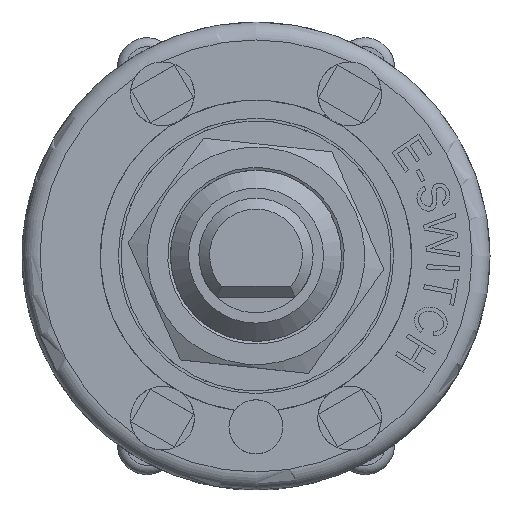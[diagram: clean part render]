
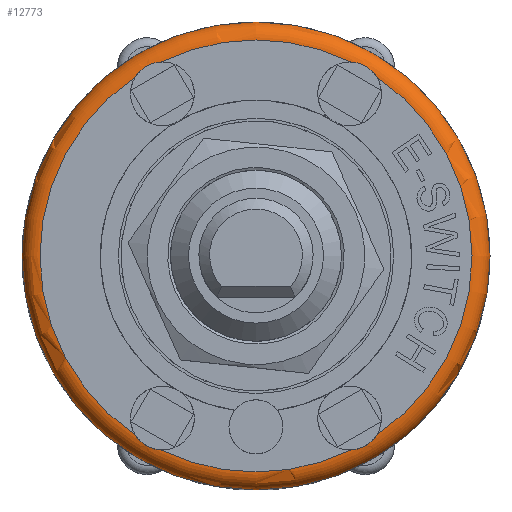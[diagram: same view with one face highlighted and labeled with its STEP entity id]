
A CAD part, top view. The second image highlights one B-rep face of the part: STEP entity #12773.
In plain terms, the highlighted toroidal (fillet/blend) face has major radius 12 mm and minor radius 1 mm.
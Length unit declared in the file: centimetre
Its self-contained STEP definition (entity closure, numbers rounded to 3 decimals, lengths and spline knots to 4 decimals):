
#28=TOROIDAL_SURFACE('',#13414,1.2,0.1);
#1116=B_SPLINE_CURVE_WITH_KNOTS('',3,(#22067,#22068,#22069,#22070,#22071,
#22072,#22073,#22074,#22075,#22076,#22077,#22078),.UNSPECIFIED.,.F.,.F.,
(4,2,2,2,2,4),(-0.2692,-0.2446,-0.216,
-0.1921,-0.1645,-0.1357),.UNSPECIFIED.);
#1117=B_SPLINE_CURVE_WITH_KNOTS('',3,(#22090,#22091,#22092,#22093,#22094,
#22095,#22096,#22097,#22098,#22099,#22100,#22101),.UNSPECIFIED.,.F.,.F.,
(4,2,2,2,2,4),(-0.2692,-0.2446,-0.216,
-0.1921,-0.1645,-0.1357),.UNSPECIFIED.);
#1118=B_SPLINE_CURVE_WITH_KNOTS('',3,(#22118,#22119,#22120,#22121,#22122,
#22123,#22124,#22125,#22126,#22127,#22128,#22129),.UNSPECIFIED.,.F.,.F.,
(4,2,2,2,2,4),(-0.2692,-0.2446,-0.216,
-0.1921,-0.1645,-0.1357),.UNSPECIFIED.);
#1119=B_SPLINE_CURVE_WITH_KNOTS('',3,(#22151,#22152,#22153,#22154,#22155,
#22156,#22157,#22158,#22159,#22160,#22161,#22162),.UNSPECIFIED.,.F.,.F.,
(4,2,2,2,2,4),(-0.2692,-0.2446,-0.216,
-0.1921,-0.1645,-0.1357),.UNSPECIFIED.);
#1755=FACE_OUTER_BOUND('',#2518,.T.);
#2518=EDGE_LOOP('',(#11730,#11731,#11732,#11733,#11734,#11735,#11736,#11737,
#11738,#11739,#11740,#11741));
#5340=CIRCLE('',#13367,1.3);
#5367=CIRCLE('',#13415,0.1);
#5368=CIRCLE('',#13416,1.2);
#5369=CIRCLE('',#13417,1.2);
#5370=CIRCLE('',#13418,1.2);
#5371=CIRCLE('',#13419,1.2);
#5372=CIRCLE('',#13420,1.2);
#6513=VERTEX_POINT('',#22029);
#6521=VERTEX_POINT('',#22065);
#6522=VERTEX_POINT('',#22066);
#6525=VERTEX_POINT('',#22088);
#6526=VERTEX_POINT('',#22089);
#6531=VERTEX_POINT('',#22116);
#6532=VERTEX_POINT('',#22117);
#6539=VERTEX_POINT('',#22149);
#6540=VERTEX_POINT('',#22150);
#6543=VERTEX_POINT('',#22172);
#8290=EDGE_CURVE('',#6513,#6513,#5340,.T.);
#8308=EDGE_CURVE('',#6521,#6522,#1116,.T.);
#8314=EDGE_CURVE('',#6525,#6526,#1117,.T.);
#8322=EDGE_CURVE('',#6531,#6532,#1118,.T.);
#8332=EDGE_CURVE('',#6539,#6540,#1119,.T.);
#8338=EDGE_CURVE('',#6513,#6543,#5367,.T.);
#8339=EDGE_CURVE('',#6543,#6531,#5368,.T.);
#8340=EDGE_CURVE('',#6532,#6525,#5369,.T.);
#8341=EDGE_CURVE('',#6526,#6521,#5370,.T.);
#8342=EDGE_CURVE('',#6522,#6539,#5371,.T.);
#8343=EDGE_CURVE('',#6540,#6543,#5372,.T.);
#11730=ORIENTED_EDGE('',*,*,#8290,.T.);
#11731=ORIENTED_EDGE('',*,*,#8338,.T.);
#11732=ORIENTED_EDGE('',*,*,#8339,.T.);
#11733=ORIENTED_EDGE('',*,*,#8322,.T.);
#11734=ORIENTED_EDGE('',*,*,#8340,.T.);
#11735=ORIENTED_EDGE('',*,*,#8314,.T.);
#11736=ORIENTED_EDGE('',*,*,#8341,.T.);
#11737=ORIENTED_EDGE('',*,*,#8308,.T.);
#11738=ORIENTED_EDGE('',*,*,#8342,.T.);
#11739=ORIENTED_EDGE('',*,*,#8332,.T.);
#11740=ORIENTED_EDGE('',*,*,#8343,.T.);
#11741=ORIENTED_EDGE('',*,*,#8338,.F.);
#12773=ADVANCED_FACE('',(#1755),#28,.T.);
#13367=AXIS2_PLACEMENT_3D('',#22030,#15815,#15816);
#13414=AXIS2_PLACEMENT_3D('',#22171,#15926,#15927);
#13415=AXIS2_PLACEMENT_3D('',#22173,#15928,#15929);
#13416=AXIS2_PLACEMENT_3D('',#22174,#15930,#15931);
#13417=AXIS2_PLACEMENT_3D('',#22175,#15932,#15933);
#13418=AXIS2_PLACEMENT_3D('',#22176,#15934,#15935);
#13419=AXIS2_PLACEMENT_3D('',#22177,#15936,#15937);
#13420=AXIS2_PLACEMENT_3D('',#22178,#15938,#15939);
#15815=DIRECTION('center_axis',(0.,0.,1.));
#15816=DIRECTION('ref_axis',(-1.,0.,0.));
#15926=DIRECTION('center_axis',(0.,0.,-1.));
#15927=DIRECTION('ref_axis',(-1.,0.,0.));
#15928=DIRECTION('center_axis',(0.,-1.,0.));
#15929=DIRECTION('ref_axis',(1.,0.,0.));
#15930=DIRECTION('center_axis',(0.,0.,-1.));
#15931=DIRECTION('ref_axis',(-1.,0.,0.));
#15932=DIRECTION('center_axis',(0.,0.,-1.));
#15933=DIRECTION('ref_axis',(-1.,0.,0.));
#15934=DIRECTION('center_axis',(0.,0.,-1.));
#15935=DIRECTION('ref_axis',(-1.,0.,0.));
#15936=DIRECTION('center_axis',(0.,0.,-1.));
#15937=DIRECTION('ref_axis',(-1.,0.,0.));
#15938=DIRECTION('center_axis',(0.,0.,-1.));
#15939=DIRECTION('ref_axis',(-1.,0.,0.));
#22029=CARTESIAN_POINT('',(1.3,0.,0.95));
#22030=CARTESIAN_POINT('Origin',(0.,0.,0.95));
#22065=CARTESIAN_POINT('',(-0.67,0.9955,1.05));
#22066=CARTESIAN_POINT('',(-0.5271,1.078,1.05));
#22067=CARTESIAN_POINT('Ctrl Pts',(-0.67,0.9955,
1.05));
#22068=CARTESIAN_POINT('Ctrl Pts',(-0.6646,1.0041,
1.05));
#22069=CARTESIAN_POINT('Ctrl Pts',(-0.6583,1.0124,
1.0498));
#22070=CARTESIAN_POINT('Ctrl Pts',(-0.6428,1.0294,
1.0491));
#22071=CARTESIAN_POINT('Ctrl Pts',(-0.6335,1.0377,
1.0488));
#22072=CARTESIAN_POINT('Ctrl Pts',(-0.615,1.051,1.0484));
#22073=CARTESIAN_POINT('Ctrl Pts',(-0.6061,1.0563,
1.0484));
#22074=CARTESIAN_POINT('Ctrl Pts',(-0.5859,1.0659,1.0487));
#22075=CARTESIAN_POINT('Ctrl Pts',(-0.5747,1.07,1.049));
#22076=CARTESIAN_POINT('Ctrl Pts',(-0.551,1.0759,1.0497));
#22077=CARTESIAN_POINT('Ctrl Pts',(-0.539,1.0775,
1.05));
#22078=CARTESIAN_POINT('Ctrl Pts',(-0.5271,1.078,
1.05));
#22088=CARTESIAN_POINT('',(-0.5271,-1.078,1.05));
#22089=CARTESIAN_POINT('',(-0.67,-0.9955,1.05));
#22090=CARTESIAN_POINT('Ctrl Pts',(-0.5271,-1.078,
1.05));
#22091=CARTESIAN_POINT('Ctrl Pts',(-0.5373,-1.0776,
1.05));
#22092=CARTESIAN_POINT('Ctrl Pts',(-0.5476,-1.0763,
1.0498));
#22093=CARTESIAN_POINT('Ctrl Pts',(-0.5701,-1.0714,1.0491));
#22094=CARTESIAN_POINT('Ctrl Pts',(-0.5819,-1.0675,
1.0488));
#22095=CARTESIAN_POINT('Ctrl Pts',(-0.6027,-1.0581,
1.0484));
#22096=CARTESIAN_POINT('Ctrl Pts',(-0.6117,-1.053,
1.0484));
#22097=CARTESIAN_POINT('Ctrl Pts',(-0.6301,-1.0404,
1.0487));
#22098=CARTESIAN_POINT('Ctrl Pts',(-0.6393,-1.0327,
1.049));
#22099=CARTESIAN_POINT('Ctrl Pts',(-0.6562,-1.0151,
1.0497));
#22100=CARTESIAN_POINT('Ctrl Pts',(-0.6637,-1.0055,
1.05));
#22101=CARTESIAN_POINT('Ctrl Pts',(-0.67,-0.9955,
1.05));
#22116=CARTESIAN_POINT('',(0.67,-0.9955,1.05));
#22117=CARTESIAN_POINT('',(0.5271,-1.078,1.05));
#22118=CARTESIAN_POINT('Ctrl Pts',(0.67,-0.9955,
1.05));
#22119=CARTESIAN_POINT('Ctrl Pts',(0.6646,-1.0041,
1.05));
#22120=CARTESIAN_POINT('Ctrl Pts',(0.6583,-1.0124,
1.0498));
#22121=CARTESIAN_POINT('Ctrl Pts',(0.6428,-1.0294,
1.0491));
#22122=CARTESIAN_POINT('Ctrl Pts',(0.6335,-1.0377,
1.0488));
#22123=CARTESIAN_POINT('Ctrl Pts',(0.615,-1.051,
1.0484));
#22124=CARTESIAN_POINT('Ctrl Pts',(0.6061,-1.0563,
1.0484));
#22125=CARTESIAN_POINT('Ctrl Pts',(0.5859,-1.0659,1.0487));
#22126=CARTESIAN_POINT('Ctrl Pts',(0.5747,-1.07,1.049));
#22127=CARTESIAN_POINT('Ctrl Pts',(0.551,-1.0759,
1.0497));
#22128=CARTESIAN_POINT('Ctrl Pts',(0.539,-1.0775,
1.05));
#22129=CARTESIAN_POINT('Ctrl Pts',(0.5271,-1.078,
1.05));
#22149=CARTESIAN_POINT('',(0.5271,1.078,1.05));
#22150=CARTESIAN_POINT('',(0.67,0.9955,1.05));
#22151=CARTESIAN_POINT('Ctrl Pts',(0.5271,1.078,1.05));
#22152=CARTESIAN_POINT('Ctrl Pts',(0.5373,1.0776,1.05));
#22153=CARTESIAN_POINT('Ctrl Pts',(0.5476,1.0763,1.0498));
#22154=CARTESIAN_POINT('Ctrl Pts',(0.5701,1.0714,1.0491));
#22155=CARTESIAN_POINT('Ctrl Pts',(0.5819,1.0675,1.0488));
#22156=CARTESIAN_POINT('Ctrl Pts',(0.6027,1.0581,1.0484));
#22157=CARTESIAN_POINT('Ctrl Pts',(0.6117,1.053,1.0484));
#22158=CARTESIAN_POINT('Ctrl Pts',(0.6301,1.0404,1.0487));
#22159=CARTESIAN_POINT('Ctrl Pts',(0.6393,1.0327,1.049));
#22160=CARTESIAN_POINT('Ctrl Pts',(0.6562,1.0151,1.0497));
#22161=CARTESIAN_POINT('Ctrl Pts',(0.6637,1.0055,1.05));
#22162=CARTESIAN_POINT('Ctrl Pts',(0.67,0.9955,
1.05));
#22171=CARTESIAN_POINT('Origin',(0.,0.,0.95));
#22172=CARTESIAN_POINT('',(1.2,0.,1.05));
#22173=CARTESIAN_POINT('Origin',(1.2,0.,0.95));
#22174=CARTESIAN_POINT('Origin',(0.,0.,1.05));
#22175=CARTESIAN_POINT('Origin',(0.,0.,1.05));
#22176=CARTESIAN_POINT('Origin',(0.,0.,1.05));
#22177=CARTESIAN_POINT('Origin',(0.,0.,1.05));
#22178=CARTESIAN_POINT('Origin',(0.,0.,1.05));
